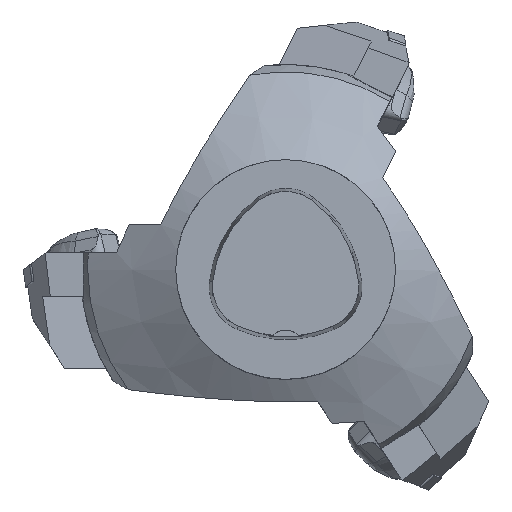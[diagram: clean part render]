
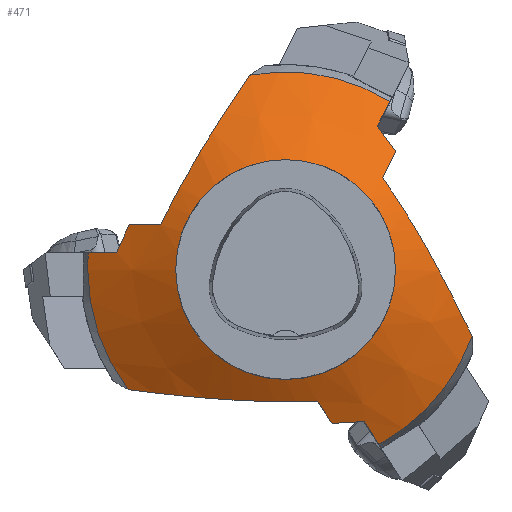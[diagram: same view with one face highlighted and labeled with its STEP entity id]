
A CAD part, top view. The second image highlights one B-rep face of the part: STEP entity #471.
In plain terms, the highlighted conical face has half-angle 60 degrees and reference radius 72.02 mm.
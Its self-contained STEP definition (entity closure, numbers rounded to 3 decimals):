
#272=B_SPLINE_CURVE_WITH_KNOTS('',3,(#3574,#3575,#3576,#3577),
 .UNSPECIFIED.,.F.,.F.,(4,4),(0.,1.),.UNSPECIFIED.);
#273=B_SPLINE_CURVE_WITH_KNOTS('',3,(#3580,#3581,#3582,#3583),
 .UNSPECIFIED.,.F.,.F.,(4,4),(0.,1.),.UNSPECIFIED.);
#274=B_SPLINE_CURVE_WITH_KNOTS('',3,(#3584,#3585,#3586,#3587,#3588,#3589,
#3590,#3591),.UNSPECIFIED.,.F.,.F.,(4,2,2,4),(0.,0.25,0.5,1.),
 .UNSPECIFIED.);
#275=B_SPLINE_CURVE_WITH_KNOTS('',3,(#3593,#3594,#3595,#3596,#3597,#3598,
#3599,#3600,#3601,#3602),.UNSPECIFIED.,.F.,.F.,(4,3,3,4),(0.,0.321,
0.643,1.),.UNSPECIFIED.);
#276=B_SPLINE_CURVE_WITH_KNOTS('',3,(#3604,#3605,#3606,#3607),
 .UNSPECIFIED.,.F.,.F.,(4,4),(0.,1.),.UNSPECIFIED.);
#277=B_SPLINE_CURVE_WITH_KNOTS('',3,(#3609,#3610,#3611,#3612),
 .UNSPECIFIED.,.F.,.F.,(4,4),(0.,1.),.UNSPECIFIED.);
#278=B_SPLINE_CURVE_WITH_KNOTS('',3,(#3614,#3615,#3616,#3617),
 .UNSPECIFIED.,.F.,.F.,(4,4),(0.,1.),.UNSPECIFIED.);
#279=B_SPLINE_CURVE_WITH_KNOTS('',3,(#3618,#3619,#3620,#3621,#3622,#3623,
#3624,#3625),.UNSPECIFIED.,.F.,.F.,(4,2,2,4),(0.,0.25,0.5,1.),
 .UNSPECIFIED.);
#280=B_SPLINE_CURVE_WITH_KNOTS('',3,(#3627,#3628,#3629,#3630),
 .UNSPECIFIED.,.F.,.F.,(4,4),(0.,1.),.UNSPECIFIED.);
#281=B_SPLINE_CURVE_WITH_KNOTS('',3,(#3632,#3633,#3634,#3635),
 .UNSPECIFIED.,.F.,.F.,(4,4),(0.,1.),.UNSPECIFIED.);
#282=B_SPLINE_CURVE_WITH_KNOTS('',3,(#3637,#3638,#3639,#3640),
 .UNSPECIFIED.,.F.,.F.,(4,4),(0.,1.),.UNSPECIFIED.);
#283=B_SPLINE_CURVE_WITH_KNOTS('',3,(#3641,#3642,#3643,#3644,#3645,#3646,
#3647,#3648),.UNSPECIFIED.,.F.,.F.,(4,2,2,4),(0.,0.25,0.5,1.),
 .UNSPECIFIED.);
#284=B_SPLINE_CURVE_WITH_KNOTS('',3,(#3650,#3651,#3652,#3653),
 .UNSPECIFIED.,.F.,.F.,(4,4),(0.,1.),.UNSPECIFIED.);
#329=CONICAL_SURFACE('',#2604,72.021,60.);
#471=ADVANCED_FACE('',(#634,#635),#329,.T.);
#585=CIRCLE('',#2540,40.);
#605=CIRCLE('',#2596,72.021);
#606=CIRCLE('',#2599,72.021);
#607=CIRCLE('',#2602,72.021);
#634=FACE_BOUND('',#687,.T.);
#635=FACE_BOUND('',#688,.T.);
#687=EDGE_LOOP('',(#952,#953,#954,#955,#956,#957,#958,#959,#960,#961,#962,
#963,#964,#965,#966,#967));
#688=EDGE_LOOP('',(#968));
#952=ORIENTED_EDGE('',*,*,#1767,.T.);
#953=ORIENTED_EDGE('',*,*,#1768,.T.);
#954=ORIENTED_EDGE('',*,*,#1756,.T.);
#955=ORIENTED_EDGE('',*,*,#1769,.F.);
#956=ORIENTED_EDGE('',*,*,#1770,.T.);
#957=ORIENTED_EDGE('',*,*,#1771,.F.);
#958=ORIENTED_EDGE('',*,*,#1772,.T.);
#959=ORIENTED_EDGE('',*,*,#1773,.T.);
#960=ORIENTED_EDGE('',*,*,#1764,.T.);
#961=ORIENTED_EDGE('',*,*,#1774,.F.);
#962=ORIENTED_EDGE('',*,*,#1775,.F.);
#963=ORIENTED_EDGE('',*,*,#1776,.T.);
#964=ORIENTED_EDGE('',*,*,#1777,.T.);
#965=ORIENTED_EDGE('',*,*,#1760,.T.);
#966=ORIENTED_EDGE('',*,*,#1778,.F.);
#967=ORIENTED_EDGE('',*,*,#1779,.F.);
#968=ORIENTED_EDGE('',*,*,#1707,.F.);
#1488=VERTEX_POINT('',#3402);
#1520=VERTEX_POINT('',#3514);
#1521=VERTEX_POINT('',#3516);
#1523=VERTEX_POINT('',#3535);
#1524=VERTEX_POINT('',#3537);
#1526=VERTEX_POINT('',#3555);
#1527=VERTEX_POINT('',#3557);
#1529=VERTEX_POINT('',#3578);
#1530=VERTEX_POINT('',#3579);
#1531=VERTEX_POINT('',#3592);
#1532=VERTEX_POINT('',#3603);
#1533=VERTEX_POINT('',#3608);
#1534=VERTEX_POINT('',#3613);
#1535=VERTEX_POINT('',#3626);
#1536=VERTEX_POINT('',#3631);
#1537=VERTEX_POINT('',#3636);
#1538=VERTEX_POINT('',#3649);
#1707=EDGE_CURVE('',#1488,#1488,#585,.T.);
#1756=EDGE_CURVE('',#1521,#1520,#605,.T.);
#1760=EDGE_CURVE('',#1524,#1523,#606,.T.);
#1764=EDGE_CURVE('',#1527,#1526,#607,.T.);
#1767=EDGE_CURVE('',#1529,#1530,#272,.T.);
#1768=EDGE_CURVE('',#1530,#1521,#273,.T.);
#1769=EDGE_CURVE('',#1531,#1520,#274,.T.);
#1770=EDGE_CURVE('',#1531,#1532,#275,.T.);
#1771=EDGE_CURVE('',#1533,#1532,#276,.T.);
#1772=EDGE_CURVE('',#1533,#1534,#277,.T.);
#1773=EDGE_CURVE('',#1534,#1527,#278,.T.);
#1774=EDGE_CURVE('',#1535,#1526,#279,.T.);
#1775=EDGE_CURVE('',#1536,#1535,#280,.T.);
#1776=EDGE_CURVE('',#1536,#1537,#281,.T.);
#1777=EDGE_CURVE('',#1537,#1524,#282,.T.);
#1778=EDGE_CURVE('',#1538,#1523,#283,.T.);
#1779=EDGE_CURVE('',#1529,#1538,#284,.T.);
#2540=AXIS2_PLACEMENT_3D('',#3401,#2780,#2781);
#2596=AXIS2_PLACEMENT_3D('',#3515,#2909,#2910);
#2599=AXIS2_PLACEMENT_3D('',#3536,#2915,#2916);
#2602=AXIS2_PLACEMENT_3D('',#3556,#2921,#2922);
#2604=AXIS2_PLACEMENT_3D('',#3654,#2925,#2926);
#2780=DIRECTION('',(0.,0.,1.));
#2781=DIRECTION('',(1.,0.,0.));
#2909=DIRECTION('',(0.,0.,1.));
#2910=DIRECTION('',(1.,0.,0.));
#2915=DIRECTION('',(0.,0.,1.));
#2916=DIRECTION('',(1.,0.,0.));
#2921=DIRECTION('',(0.,0.,1.));
#2922=DIRECTION('',(1.,0.,0.));
#2925=DIRECTION('',(0.,0.,-1.));
#2926=DIRECTION('',(-1.,0.,0.));
#3401=CARTESIAN_POINT('',(0.,0.,-42.513));
#3402=CARTESIAN_POINT('',(40.,0.,-42.513));
#3514=CARTESIAN_POINT('',(-57.306,-43.623,-61.));
#3515=CARTESIAN_POINT('',(0.,0.,-61.));
#3516=CARTESIAN_POINT('',(-71.752,6.218,-61.));
#3535=CARTESIAN_POINT('',(-13.099,70.819,-61.));
#3536=CARTESIAN_POINT('',(0.,0.,-61.));
#3537=CARTESIAN_POINT('',(37.901,61.241,-61.));
#3555=CARTESIAN_POINT('',(67.839,-24.184,-61.));
#3556=CARTESIAN_POINT('',(0.,0.,-61.));
#3557=CARTESIAN_POINT('',(33.975,-63.503,-61.));
#3574=CARTESIAN_POINT('',(-56.918,16.399,-53.617));
#3575=CARTESIAN_POINT('',(-58.51,13.007,-53.959));
#3576=CARTESIAN_POINT('',(-60.045,9.612,-54.468));
#3577=CARTESIAN_POINT('',(-61.528,6.218,-55.123));
#3578=CARTESIAN_POINT('',(-56.918,16.399,-53.617));
#3579=CARTESIAN_POINT('',(-61.528,6.218,-55.123));
#3580=CARTESIAN_POINT('',(-61.528,6.218,-55.123));
#3581=CARTESIAN_POINT('',(-64.937,6.218,-57.081));
#3582=CARTESIAN_POINT('',(-68.344,6.218,-59.04));
#3583=CARTESIAN_POINT('',(-71.752,6.218,-61.));
#3584=CARTESIAN_POINT('',(11.361,-47.791,-47.78));
#3585=CARTESIAN_POINT('',(5.445,-48.003,-47.109));
#3586=CARTESIAN_POINT('',(-0.438,-48.05,-46.958));
#3587=CARTESIAN_POINT('',(-12.134,-47.816,-47.702));
#3588=CARTESIAN_POINT('',(-17.949,-47.535,-48.592));
#3589=CARTESIAN_POINT('',(-35.314,-46.312,-52.471));
#3590=CARTESIAN_POINT('',(-46.411,-45.044,-56.492));
#3591=CARTESIAN_POINT('',(-57.306,-43.623,-61.));
#3592=CARTESIAN_POINT('',(11.361,-47.791,-47.78));
#3593=CARTESIAN_POINT('',(11.361,-47.791,-47.78));
#3594=CARTESIAN_POINT('',(11.405,-47.79,-47.785));
#3595=CARTESIAN_POINT('',(11.449,-47.795,-47.794));
#3596=CARTESIAN_POINT('',(11.489,-47.806,-47.806));
#3597=CARTESIAN_POINT('',(11.53,-47.817,-47.817));
#3598=CARTESIAN_POINT('',(11.569,-47.835,-47.832));
#3599=CARTESIAN_POINT('',(11.602,-47.857,-47.85));
#3600=CARTESIAN_POINT('',(11.639,-47.882,-47.869));
#3601=CARTESIAN_POINT('',(11.67,-47.914,-47.891));
#3602=CARTESIAN_POINT('',(11.694,-47.95,-47.914));
#3603=CARTESIAN_POINT('',(11.694,-47.95,-47.914));
#3604=CARTESIAN_POINT('',(16.886,-55.915,-53.141));
#3605=CARTESIAN_POINT('',(15.158,-53.265,-51.388));
#3606=CARTESIAN_POINT('',(13.428,-50.611,-49.644));
#3607=CARTESIAN_POINT('',(11.694,-47.95,-47.914));
#3608=CARTESIAN_POINT('',(16.886,-55.915,-53.141));
#3609=CARTESIAN_POINT('',(16.886,-55.915,-53.141));
#3610=CARTESIAN_POINT('',(20.817,-55.739,-53.7));
#3611=CARTESIAN_POINT('',(24.718,-55.506,-54.439));
#3612=CARTESIAN_POINT('',(28.58,-55.228,-55.321));
#3613=CARTESIAN_POINT('',(28.58,-55.228,-55.321));
#3614=CARTESIAN_POINT('',(28.58,-55.228,-55.321));
#3615=CARTESIAN_POINT('',(30.379,-57.987,-57.213));
#3616=CARTESIAN_POINT('',(32.177,-60.745,-59.106));
#3617=CARTESIAN_POINT('',(33.975,-63.503,-61.));
#3618=CARTESIAN_POINT('',(35.297,33.517,-47.522));
#3619=CARTESIAN_POINT('',(38.54,28.834,-47.017));
#3620=CARTESIAN_POINT('',(41.635,24.093,-47.004));
#3621=CARTESIAN_POINT('',(47.539,14.5,-47.933));
#3622=CARTESIAN_POINT('',(50.352,9.644,-48.871));
#3623=CARTESIAN_POINT('',(58.449,-5.029,-52.771));
#3624=CARTESIAN_POINT('',(63.251,-14.638,-56.655));
#3625=CARTESIAN_POINT('',(67.839,-24.184,-61.));
#3626=CARTESIAN_POINT('',(35.297,33.517,-47.522));
#3627=CARTESIAN_POINT('',(40.096,43.016,-53.37));
#3628=CARTESIAN_POINT('',(38.5,39.856,-51.407));
#3629=CARTESIAN_POINT('',(36.901,36.691,-49.455));
#3630=CARTESIAN_POINT('',(35.297,33.517,-47.522));
#3631=CARTESIAN_POINT('',(40.096,43.016,-53.37));
#3632=CARTESIAN_POINT('',(40.096,43.016,-53.37));
#3633=CARTESIAN_POINT('',(37.881,46.152,-53.823));
#3634=CARTESIAN_POINT('',(35.637,49.233,-54.449));
#3635=CARTESIAN_POINT('',(33.368,52.267,-55.221));
#3636=CARTESIAN_POINT('',(33.368,52.267,-55.221));
#3637=CARTESIAN_POINT('',(33.368,52.267,-55.221));
#3638=CARTESIAN_POINT('',(34.88,55.259,-57.146));
#3639=CARTESIAN_POINT('',(36.391,58.25,-59.073));
#3640=CARTESIAN_POINT('',(37.901,61.241,-61.));
#3641=CARTESIAN_POINT('',(-45.427,16.399,-47.303));
#3642=CARTESIAN_POINT('',(-43.067,21.297,-46.981));
#3643=CARTESIAN_POINT('',(-40.592,26.104,-47.114));
#3644=CARTESIAN_POINT('',(-35.426,35.548,-48.232));
#3645=CARTESIAN_POINT('',(-32.728,40.2,-49.218));
#3646=CARTESIAN_POINT('',(-24.45,53.864,-53.113));
#3647=CARTESIAN_POINT('',(-18.799,62.442,-56.843));
#3648=CARTESIAN_POINT('',(-13.099,70.819,-61.));
#3649=CARTESIAN_POINT('',(-45.427,16.399,-47.303));
#3650=CARTESIAN_POINT('',(-56.918,16.399,-53.617));
#3651=CARTESIAN_POINT('',(-53.096,16.399,-51.497));
#3652=CARTESIAN_POINT('',(-49.268,16.399,-49.389));
#3653=CARTESIAN_POINT('',(-45.427,16.399,-47.303));
#3654=CARTESIAN_POINT('',(0.,0.,-61.));
